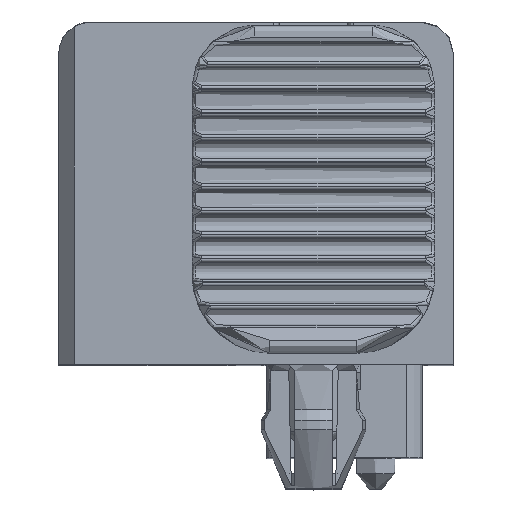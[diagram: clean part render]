
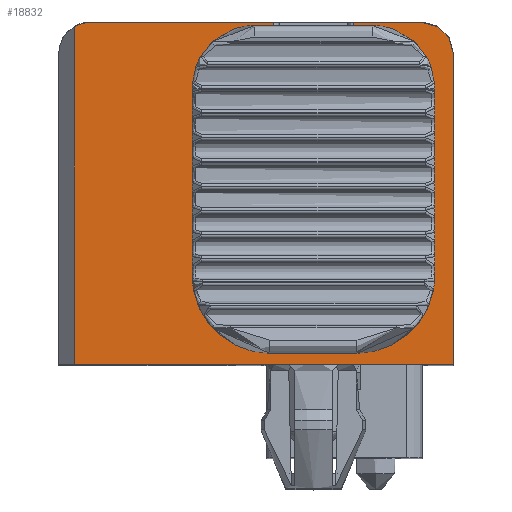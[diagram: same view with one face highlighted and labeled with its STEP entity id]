
A CAD part, top view. The second image highlights one B-rep face of the part: STEP entity #18832.
In plain terms, the highlighted planar face has unit normal (0, 0, 1).
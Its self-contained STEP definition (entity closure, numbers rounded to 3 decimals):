
#761=CIRCLE('',#19103,2.);
#955=CIRCLE('',#19382,2.);
#1310=CIRCLE('',#20153,1.);
#1315=CIRCLE('',#20171,1.);
#2687=FACE_OUTER_BOUND('',#3721,.T.);
#3721=EDGE_LOOP('',(#16356,#16357,#16358,#16359,#16360,#16361,#16362,#16363,
#16364,#16365,#16366,#16367,#16368,#16369,#16370,#16371,#16372,#16373,#16374,
#16375,#16376,#16377,#16378,#16379));
#4072=LINE('',#25929,#5711);
#4087=LINE('',#26124,#5726);
#4090=LINE('',#26130,#5729);
#4092=LINE('',#26136,#5731);
#4098=LINE('',#26152,#5737);
#4180=LINE('',#26374,#5819);
#4186=LINE('',#26386,#5825);
#4273=LINE('',#26614,#5912);
#4341=LINE('',#37873,#5980);
#4372=LINE('',#38462,#6011);
#4439=LINE('',#38629,#6078);
#4440=LINE('',#38632,#6079);
#4605=LINE('',#39002,#6244);
#4609=LINE('',#39014,#6248);
#4993=LINE('',#53499,#6632);
#5190=LINE('',#55759,#6829);
#5234=LINE('',#55849,#6873);
#5235=LINE('',#55852,#6874);
#5240=LINE('',#55864,#6879);
#5241=LINE('',#55866,#6880);
#5711=VECTOR('',#20975,10.);
#5726=VECTOR('',#21038,10.);
#5729=VECTOR('',#21041,10.);
#5731=VECTOR('',#21047,10.);
#5737=VECTOR('',#21057,10.);
#5819=VECTOR('',#21213,10.);
#5825=VECTOR('',#21221,10.);
#5912=VECTOR('',#21376,10.);
#5980=VECTOR('',#21816,10.);
#6011=VECTOR('',#22043,1000.);
#6078=VECTOR('',#22206,1000.);
#6079=VECTOR('',#22209,1000.);
#6244=VECTOR('',#22532,1000.);
#6248=VECTOR('',#22542,1000.);
#6632=VECTOR('',#24028,1000.);
#6829=VECTOR('',#24791,1000.);
#6873=VECTOR('',#24897,1000.);
#6874=VECTOR('',#24902,1000.);
#6879=VECTOR('',#24915,1000.);
#6880=VECTOR('',#24918,10.);
#7298=VERTEX_POINT('',#25927);
#7299=VERTEX_POINT('',#25928);
#7319=VERTEX_POINT('',#25970);
#7335=VERTEX_POINT('',#26122);
#7337=VERTEX_POINT('',#26127);
#7338=VERTEX_POINT('',#26129);
#7340=VERTEX_POINT('',#26135);
#7347=VERTEX_POINT('',#26149);
#7348=VERTEX_POINT('',#26151);
#7450=VERTEX_POINT('',#26371);
#7451=VERTEX_POINT('',#26373);
#7455=VERTEX_POINT('',#26384);
#7456=VERTEX_POINT('',#26385);
#7761=VERTEX_POINT('',#37872);
#7780=VERTEX_POINT('',#38461);
#7832=VERTEX_POINT('',#38627);
#7833=VERTEX_POINT('',#38631);
#7959=VERTEX_POINT('',#39001);
#8530=VERTEX_POINT('',#53501);
#8531=VERTEX_POINT('',#53503);
#8543=VERTEX_POINT('',#53569);
#8544=VERTEX_POINT('',#53571);
#8850=VERTEX_POINT('',#55758);
#8868=VERTEX_POINT('',#55862);
#9182=EDGE_CURVE('',#7298,#7299,#4072,.T.);
#9203=EDGE_CURVE('',#7319,#7298,#761,.T.);
#9221=EDGE_CURVE('',#7299,#7335,#4087,.T.);
#9224=EDGE_CURVE('',#7338,#7337,#4090,.T.);
#9227=EDGE_CURVE('',#7340,#7319,#4092,.T.);
#9235=EDGE_CURVE('',#7348,#7347,#4098,.T.);
#9346=EDGE_CURVE('',#7451,#7450,#4180,.T.);
#9352=EDGE_CURVE('',#7455,#7456,#4186,.T.);
#9465=EDGE_CURVE('',#7456,#7451,#4273,.T.);
#9787=EDGE_CURVE('',#7337,#7761,#4341,.T.);
#9800=EDGE_CURVE('',#7761,#7348,#955,.T.);
#9866=EDGE_CURVE('',#7340,#7780,#4372,.F.);
#9951=EDGE_CURVE('',#7832,#7347,#4439,.F.);
#9952=EDGE_CURVE('',#7338,#7833,#4440,.F.);
#10137=EDGE_CURVE('',#7959,#7455,#4605,.T.);
#10144=EDGE_CURVE('',#7450,#7833,#4609,.T.);
#11064=EDGE_CURVE('',#7959,#7335,#4993,.F.);
#11066=EDGE_CURVE('',#8530,#8531,#1310,.T.);
#11093=EDGE_CURVE('',#8543,#8544,#1315,.T.);
#11487=EDGE_CURVE('',#8531,#8850,#5190,.F.);
#11531=EDGE_CURVE('',#7780,#8530,#5234,.F.);
#11532=EDGE_CURVE('',#8544,#7832,#5235,.F.);
#11537=EDGE_CURVE('',#8543,#8868,#5240,.T.);
#11538=EDGE_CURVE('',#8868,#8850,#5241,.T.);
#16356=ORIENTED_EDGE('',*,*,#9221,.T.);
#16357=ORIENTED_EDGE('',*,*,#11064,.F.);
#16358=ORIENTED_EDGE('',*,*,#10137,.T.);
#16359=ORIENTED_EDGE('',*,*,#9352,.T.);
#16360=ORIENTED_EDGE('',*,*,#9465,.T.);
#16361=ORIENTED_EDGE('',*,*,#9346,.T.);
#16362=ORIENTED_EDGE('',*,*,#10144,.T.);
#16363=ORIENTED_EDGE('',*,*,#9952,.F.);
#16364=ORIENTED_EDGE('',*,*,#9224,.T.);
#16365=ORIENTED_EDGE('',*,*,#9787,.T.);
#16366=ORIENTED_EDGE('',*,*,#9800,.T.);
#16367=ORIENTED_EDGE('',*,*,#9235,.T.);
#16368=ORIENTED_EDGE('',*,*,#9951,.F.);
#16369=ORIENTED_EDGE('',*,*,#11532,.F.);
#16370=ORIENTED_EDGE('',*,*,#11093,.F.);
#16371=ORIENTED_EDGE('',*,*,#11537,.T.);
#16372=ORIENTED_EDGE('',*,*,#11538,.T.);
#16373=ORIENTED_EDGE('',*,*,#11487,.F.);
#16374=ORIENTED_EDGE('',*,*,#11066,.F.);
#16375=ORIENTED_EDGE('',*,*,#11531,.F.);
#16376=ORIENTED_EDGE('',*,*,#9866,.F.);
#16377=ORIENTED_EDGE('',*,*,#9227,.T.);
#16378=ORIENTED_EDGE('',*,*,#9203,.T.);
#16379=ORIENTED_EDGE('',*,*,#9182,.T.);
#17829=PLANE('',#20472);
#18832=ADVANCED_FACE('',(#2687),#17829,.T.);
#19103=AXIS2_PLACEMENT_3D('',#25971,#21014,#21015);
#19382=AXIS2_PLACEMENT_3D('',#37889,#21841,#21842);
#20153=AXIS2_PLACEMENT_3D('',#53504,#24032,#24033);
#20171=AXIS2_PLACEMENT_3D('',#53572,#24085,#24086);
#20472=AXIS2_PLACEMENT_3D('',#55865,#24916,#24917);
#20975=DIRECTION('',(0.,-1.,0.));
#21014=DIRECTION('center_axis',(0.,0.,
-1.));
#21015=DIRECTION('ref_axis',(0.,-1.,0.));
#21038=DIRECTION('',(-1.,0.,0.));
#21041=DIRECTION('',(-1.,0.,0.));
#21047=DIRECTION('',(1.,0.,0.));
#21057=DIRECTION('',(1.,0.,0.));
#21213=DIRECTION('',(0.,1.,0.));
#21221=DIRECTION('',(0.,-1.,0.));
#21376=DIRECTION('',(-1.,0.,0.));
#21816=DIRECTION('',(0.,1.,0.));
#21841=DIRECTION('center_axis',(0.,0.,
-1.));
#21842=DIRECTION('ref_axis',(0.,-1.,0.));
#22043=DIRECTION('',(0.,-1.,0.));
#22206=DIRECTION('',(0.,1.,0.));
#22209=DIRECTION('',(0.,1.,0.));
#22532=DIRECTION('',(-1.,0.,0.));
#22542=DIRECTION('',(-1.,0.,0.));
#24028=DIRECTION('',(0.,-1.,0.));
#24032=DIRECTION('center_axis',(0.,0.,
-1.));
#24033=DIRECTION('ref_axis',(0.,-1.,0.));
#24085=DIRECTION('center_axis',(0.,0.,
-1.));
#24086=DIRECTION('ref_axis',(0.,-1.,0.));
#24791=DIRECTION('',(0.,1.,0.));
#24897=DIRECTION('',(-1.,0.,0.));
#24902=DIRECTION('',(-1.,0.,0.));
#24915=DIRECTION('',(0.,-1.,0.));
#24916=DIRECTION('center_axis',(0.,0.,
1.));
#24917=DIRECTION('ref_axis',(0.,-1.,0.));
#24918=DIRECTION('',(1.,0.,0.));
#25927=CARTESIAN_POINT('',(-159.049,-16.621,-281.533));
#25928=CARTESIAN_POINT('',(-159.049,-17.621,-281.533));
#25929=CARTESIAN_POINT('',(-159.049,-21.299,-281.533));
#25970=CARTESIAN_POINT('',(-160.336,-14.752,-281.533));
#25971=CARTESIAN_POINT('Origin',(-161.049,-16.621,-281.533));
#26122=CARTESIAN_POINT('',(-161.649,-17.621,-281.533));
#26124=CARTESIAN_POINT('',(-161.769,-17.621,-281.533));
#26127=CARTESIAN_POINT('',(-166.849,-17.621,-281.533));
#26129=CARTESIAN_POINT('',(-164.249,-17.621,-281.533));
#26130=CARTESIAN_POINT('',(-161.769,-17.621,-281.533));
#26135=CARTESIAN_POINT('',(-161.649,-14.752,-281.533));
#26136=CARTESIAN_POINT('',(-161.769,-14.752,-281.533));
#26149=CARTESIAN_POINT('',(-164.249,-14.752,-281.533));
#26151=CARTESIAN_POINT('',(-165.562,-14.752,-281.533));
#26152=CARTESIAN_POINT('',(-161.769,-14.752,-281.533));
#26371=CARTESIAN_POINT('',(-163.949,-24.525,-281.533));
#26373=CARTESIAN_POINT('',(-163.949,-24.525,-281.533));
#26374=CARTESIAN_POINT('',(-163.949,-23.436,-281.533));
#26384=CARTESIAN_POINT('',(-161.949,-24.525,-281.533));
#26385=CARTESIAN_POINT('',(-161.949,-24.525,-281.533));
#26386=CARTESIAN_POINT('',(-161.949,-23.436,-281.533));
#26614=CARTESIAN_POINT('',(-162.549,-24.525,-281.533));
#37872=CARTESIAN_POINT('',(-166.849,-16.621,-281.533));
#37873=CARTESIAN_POINT('',(-166.849,-21.299,-281.533));
#37889=CARTESIAN_POINT('Origin',(-164.849,-16.621,-281.533));
#38461=CARTESIAN_POINT('',(-161.649,-14.525,-281.533));
#38462=CARTESIAN_POINT('',(-161.649,-14.975,-281.533));
#38627=CARTESIAN_POINT('',(-164.249,-14.525,-281.533));
#38629=CARTESIAN_POINT('',(-164.249,-24.525,-281.533));
#38631=CARTESIAN_POINT('',(-164.249,-24.525,-281.533));
#38632=CARTESIAN_POINT('',(-164.249,-24.525,-281.533));
#39001=CARTESIAN_POINT('',(-161.649,-24.525,-281.533));
#39002=CARTESIAN_POINT('',(-163.049,-24.525,-281.533));
#39014=CARTESIAN_POINT('',(-163.049,-24.525,-281.533));
#53499=CARTESIAN_POINT('',(-161.649,-14.975,-281.533));
#53501=CARTESIAN_POINT('',(-159.449,-14.525,-281.533));
#53503=CARTESIAN_POINT('',(-158.449,-15.525,-281.533));
#53504=CARTESIAN_POINT('Origin',(-159.449,-15.525,-281.533));
#53569=CARTESIAN_POINT('',(-170.649,-14.659,-281.533));
#53571=CARTESIAN_POINT('',(-170.149,-14.525,-281.533));
#53572=CARTESIAN_POINT('Origin',(-170.149,-15.525,-281.533));
#55758=CARTESIAN_POINT('',(-158.449,-25.525,-281.533));
#55759=CARTESIAN_POINT('',(-158.449,-20.83,-281.533));
#55849=CARTESIAN_POINT('',(-165.149,-14.525,-281.533));
#55852=CARTESIAN_POINT('',(-165.149,-14.525,-281.533));
#55862=CARTESIAN_POINT('',(-170.649,-25.525,-281.533));
#55864=CARTESIAN_POINT('',(-170.649,-22.702,-281.533));
#55865=CARTESIAN_POINT('Origin',(-162.149,-22.702,-281.533));
#55866=CARTESIAN_POINT('',(-164.899,-25.525,-281.533));
